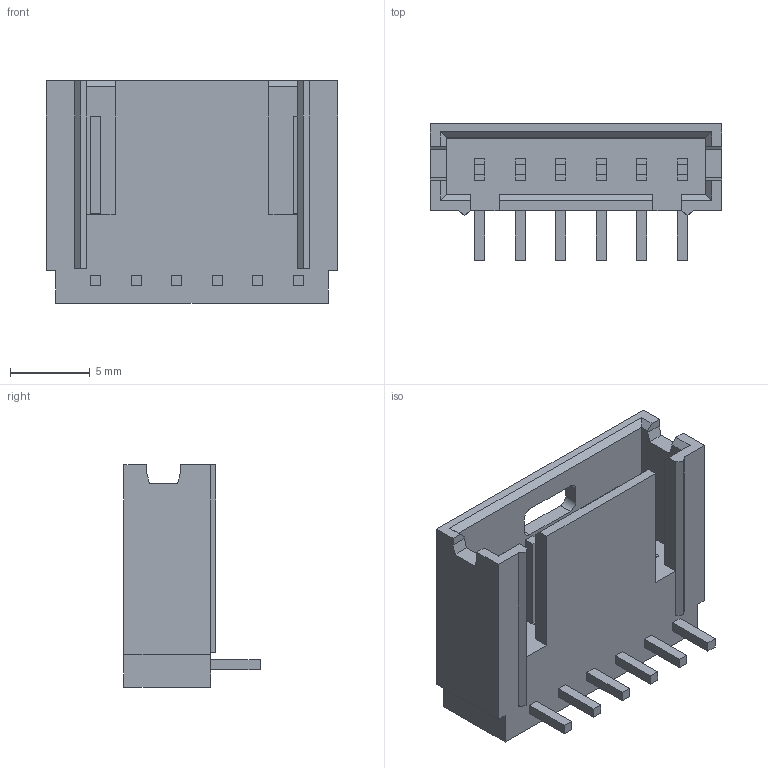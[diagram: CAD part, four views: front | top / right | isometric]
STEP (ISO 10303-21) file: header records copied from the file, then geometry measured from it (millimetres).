
FILE_DESCRIPTION((''),'2;1');
FILE_NAME('C-5-102523-4','2009-07-30T',('workeradm'),(''),'PRO/ENGINEER BY PARAMETRIC TECHNOLOGY CORPORATION, 2008380','PRO/ENGINEER BY PARAMETRIC TECHNOLOGY CORPORATION, 2008380','');
FILE_SCHEMA(('AUTOMOTIVE_DESIGN { 1 0 10303 214 1 1 1 1 }'));
Length unit declared in the file: millimetre
Products named in the file (1): C-5-102523-4
Bounding box: 18.29 x 8.55 x 13.94 mm (x, y, z)
Volume: 871.9 mm3; surface area: 1290.1 mm2
Topology: 1 solids, 1 shells, 140 faces, 372 edges, 246 vertices
Faces by surface type: plane 136, cylinder 4
Entity records: 4300 total; most frequent: CARTESIAN_POINT 759, ORIENTED_EDGE 744, DIRECTION 660, EDGE_CURVE 372, VECTOR 364, LINE 364, VERTEX_POINT 246, EDGE_LOOP 154
